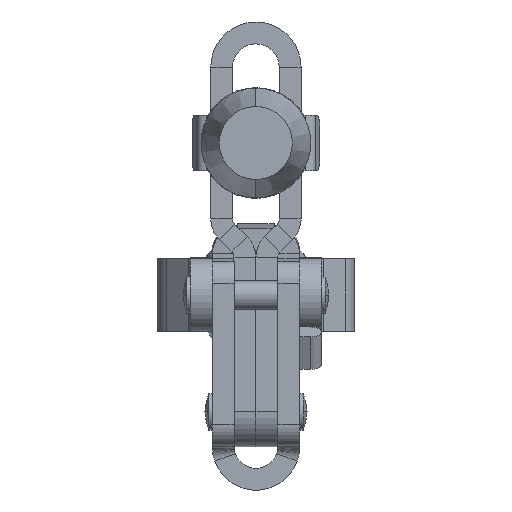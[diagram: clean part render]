
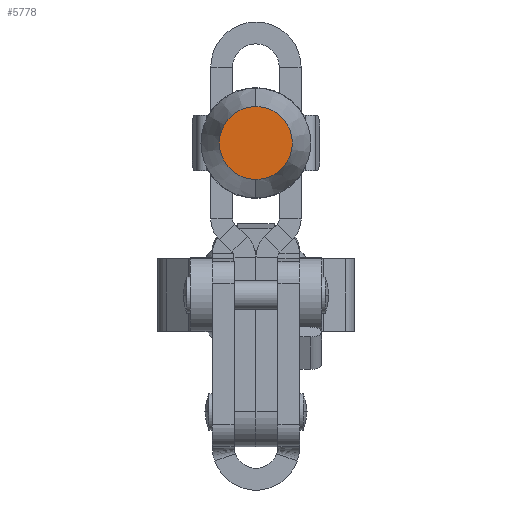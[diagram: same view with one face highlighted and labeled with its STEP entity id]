
A CAD part, front view. The second image highlights one B-rep face of the part: STEP entity #5778.
In plain terms, the highlighted planar face has unit normal (0, -1, 0).
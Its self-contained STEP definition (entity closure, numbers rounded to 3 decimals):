
#396 = ORIENTED_EDGE ( 'NONE', *, *, #13349, .F. ) ;
#397 = ORIENTED_EDGE ( 'NONE', *, *, #6748, .F. ) ;
#1435 = EDGE_LOOP ( 'NONE', ( #397, #396 ) ) ;
#4223 = CARTESIAN_POINT ( 'NONE',  ( 5., 0., 0. ) ) ;
#4225 = PLANE ( 'NONE',  #24874 ) ;
#4228 = DIRECTION ( 'NONE',  ( 0., 1., 0. ) ) ;
#4229 = DIRECTION ( 'NONE',  ( 0., 0., 1. ) ) ;
#5778 = ADVANCED_FACE ( 'NONE', ( #23772 ), #4225, .F. ) ;
#6748 = EDGE_CURVE ( 'NONE', #15107, #15079, #19199, .T. ) ;
#11000 = CIRCLE ( 'NONE', #25273, 5. ) ;
#12291 = CARTESIAN_POINT ( 'NONE',  ( 0., 0., 0. ) ) ;
#12293 = DIRECTION ( 'NONE',  ( 0., 1., 0. ) ) ;
#12295 = DIRECTION ( 'NONE',  ( 0., 0., 1. ) ) ;
#12369 = CARTESIAN_POINT ( 'NONE',  ( 0., 0., -5. ) ) ;
#12384 = CARTESIAN_POINT ( 'NONE',  ( 0., 0., 5. ) ) ;
#13349 = EDGE_CURVE ( 'NONE', #15079, #15107, #11000, .T. ) ;
#15034 = CARTESIAN_POINT ( 'NONE',  ( 0., 0., 0. ) ) ;
#15035 = DIRECTION ( 'NONE',  ( 0., 1., 0. ) ) ;
#15037 = DIRECTION ( 'NONE',  ( 0., 0., 1. ) ) ;
#15079 = VERTEX_POINT ( 'NONE', #12369 ) ;
#15107 = VERTEX_POINT ( 'NONE', #12384 ) ;
#19199 = CIRCLE ( 'NONE', #25096, 5. ) ;
#23772 = FACE_OUTER_BOUND ( 'NONE', #1435, .T. ) ;
#24874 = AXIS2_PLACEMENT_3D ( 'NONE', #4223, #4228, #4229 ) ;
#25096 = AXIS2_PLACEMENT_3D ( 'NONE', #15034, #15035, #15037 ) ;
#25273 = AXIS2_PLACEMENT_3D ( 'NONE', #12291, #12293, #12295 ) ;
